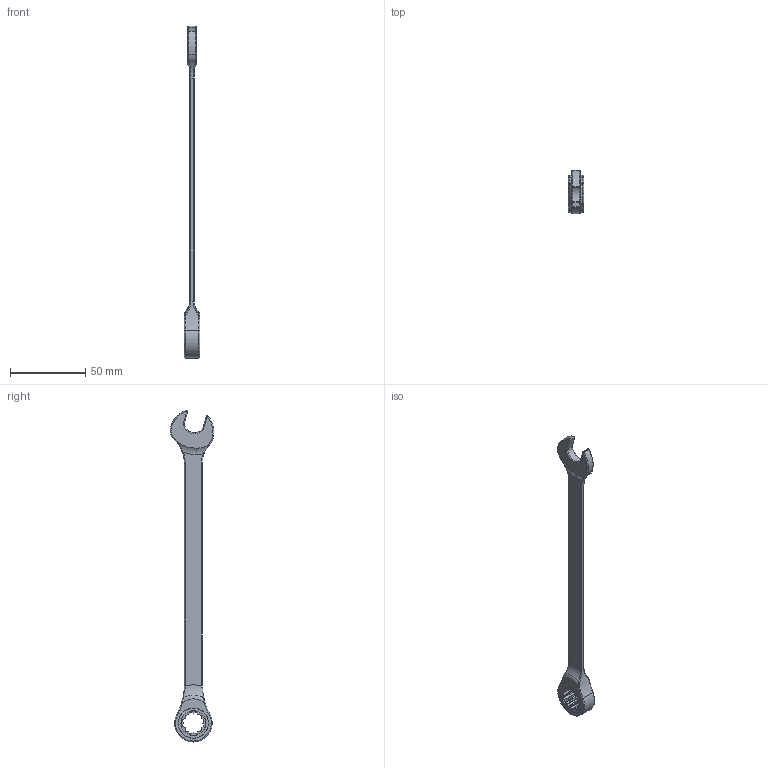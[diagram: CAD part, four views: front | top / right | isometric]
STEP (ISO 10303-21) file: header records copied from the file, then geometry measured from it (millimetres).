
FILE_DESCRIPTION (( 'STEP AP203' ), '1' );
FILE_NAME ('5163A16_Ratcheting Combination Wrench.STEP', '2023-10-31T18:48:44', ( 'Administrator' ), ( 'Managed by Terraform' ), 'SwSTEP 2.0', 'SolidWorks 2017', '' );
FILE_SCHEMA (( 'CONFIG_CONTROL_DESIGN' ));
Length unit declared in the file: inch
Products named in the file (1): 5163A16_Ratcheting Combination Wrench
Bounding box: 10.32 x 28.91 x 220.38 mm (x, y, z)
Volume: 13094.2 mm3; surface area: 9662.4 mm2
Topology: 2 solids, 2 shells, 194 faces, 495 edges, 307 vertices
Faces by surface type: cylinder 87, torus 43, plane 40, bspline 12, sphere 6, cone 6
Entity records: 6406 total; most frequent: CARTESIAN_POINT 1529, DIRECTION 1103, ORIENTED_EDGE 982, EDGE_CURVE 491, AXIS2_PLACEMENT_3D 463, VERTEX_POINT 305, CIRCLE 280, EDGE_LOOP 202
